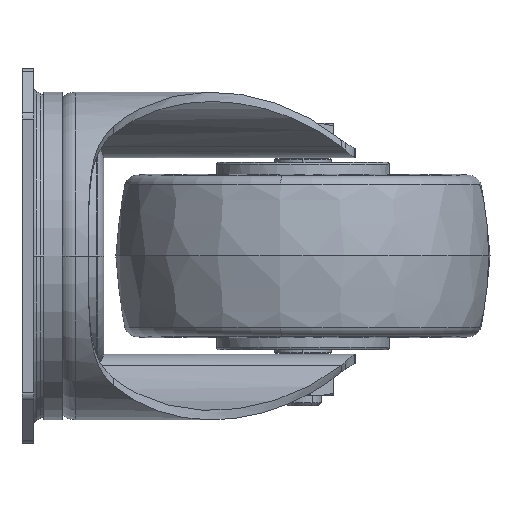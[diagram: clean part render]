
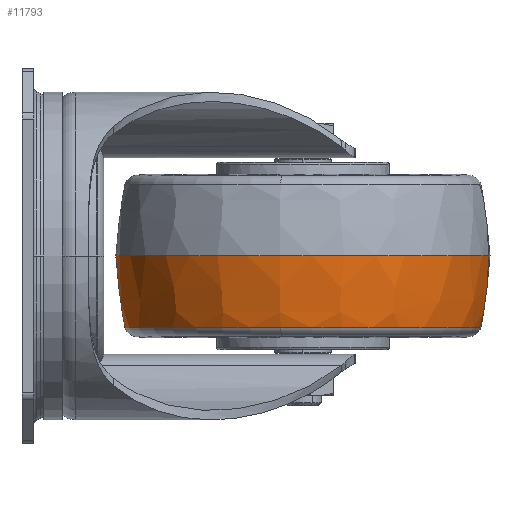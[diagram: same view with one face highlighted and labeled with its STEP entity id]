
A CAD part, left-side view. The second image highlights one B-rep face of the part: STEP entity #11793.
In plain terms, the highlighted free-form (B-spline) face has degree [3, 3] with [4, 4] control points.
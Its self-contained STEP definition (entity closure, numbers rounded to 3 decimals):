
#357 = CARTESIAN_POINT ( 'NONE',  ( 42.75, -22.24, -15.292 ) ) ;
#613 = DIRECTION ( 'NONE',  ( 0., 0., -1. ) ) ;
#626 = DIRECTION ( 'NONE',  ( -0.992, 0.125, 0. ) ) ;
#1398 = VERTEX_POINT ( 'NONE', #357 ) ;
#1563 = EDGE_CURVE ( 'NONE', #21803, #16977, #23996, .T. ) ;
#1873 = CARTESIAN_POINT ( 'NONE',  ( 38., -60., -15.292 ) ) ;
#1941 = CARTESIAN_POINT ( 'NONE',  ( -46.367, -89.703, 0. ) ) ;
#3606 = CARTESIAN_POINT ( 'NONE',  ( 42.878, -21.225, -12.426 ) ) ;
#4444 = ORIENTED_EDGE ( 'NONE', *, *, #14754, .T. ) ;
#5848 = ORIENTED_EDGE ( 'NONE', *, *, #1563, .T. ) ;
#6075 = CARTESIAN_POINT ( 'NONE',  ( 33.026, -99.542, -6.975 ) ) ;
#6484 = DIRECTION ( 'NONE',  ( -0.992, 0.125, 0. ) ) ;
#6688 = CARTESIAN_POINT ( 'NONE',  ( 33.25, -97.76, -15.292 ) ) ;
#7167 = CARTESIAN_POINT ( 'NONE',  ( -34.672, -11.47, -12.426 ) ) ;
#8139 = CARTESIAN_POINT ( 'NONE',  ( 33.008, -99.687, 0. ) ) ;
#8675 = CARTESIAN_POINT ( 'NONE',  ( 42.992, -20.313, 0. ) ) ;
#9549 = CARTESIAN_POINT ( 'NONE',  ( 42.974, -20.458, -6.975 ) ) ;
#9701 = CARTESIAN_POINT ( 'NONE',  ( -44.427, -89.019, -12.426 ) ) ;
#10170 = CARTESIAN_POINT ( 'NONE',  ( 0.24, -55.25, -15.292 ) ) ;
#10421 = CARTESIAN_POINT ( 'NONE',  ( 42.974, -20.458, -6.975 ) ) ;
#11710 = ORIENTED_EDGE ( 'NONE', *, *, #20928, .F. ) ;
#11793 = ADVANCED_FACE ( 'NONE', ( #24702 ), #20995, .T. ) ;
#11820 = CARTESIAN_POINT ( 'NONE',  ( 33.25, -97.76, -15.292 ) ) ;
#12097 = CARTESIAN_POINT ( 'NONE',  ( 33.122, -98.775, -12.426 ) ) ;
#12204 = CARTESIAN_POINT ( 'NONE',  ( 38., -60., -15.292 ) ) ;
#13300 = ORIENTED_EDGE ( 'NONE', *, *, #15753, .F. ) ;
#13739 = AXIS2_PLACEMENT_3D ( 'NONE', #12204, #613, #19491 ) ;
#14008 = CARTESIAN_POINT ( 'NONE',  ( 42.75, -22.24, -15.292 ) ) ;
#14754 = EDGE_CURVE ( 'NONE', #16977, #26584, #16691, .T. ) ;
#14761 = CIRCLE ( 'NONE', #13739, 38.057 ) ;
#15696 = CARTESIAN_POINT ( 'NONE',  ( 38., -60., 0. ) ) ;
#15753 = EDGE_CURVE ( 'NONE', #21803, #22277, #14761, .T. ) ;
#16691 = CIRCLE ( 'NONE', #21757, 40. ) ;
#16701 = CARTESIAN_POINT ( 'NONE',  ( -42.269, -88.26, -15.292 ) ) ;
#16848 = CARTESIAN_POINT ( 'NONE',  ( 42.992, -20.313, 0. ) ) ;
#16977 = VERTEX_POINT ( 'NONE', #17057 ) ;
#17008 = CARTESIAN_POINT ( 'NONE',  ( -32.769, -12.741, -15.292 ) ) ;
#17057 = CARTESIAN_POINT ( 'NONE',  ( 33.008, -99.687, 0. ) ) ;
#17579 = CARTESIAN_POINT ( 'NONE',  ( 42.992, -20.313, 0. ) ) ;
#18128 = CARTESIAN_POINT ( 'NONE',  ( 33.122, -98.775, -12.426 ) ) ;
#18907 = CARTESIAN_POINT ( 'NONE',  ( 33.008, -99.687, 0. ) ) ;
#19491 = DIRECTION ( 'NONE',  ( -0.992, 0.125, 0. ) ) ;
#20183 = CARTESIAN_POINT ( 'NONE',  ( 33.25, -97.76, -15.292 ) ) ;
#20928 = EDGE_CURVE ( 'NONE', #22277, #1398, #28645, .T. ) ;
#20995 =( BOUNDED_SURFACE ( )  B_SPLINE_SURFACE ( 3, 3, ( 
 ( #6688, #16701, #17008, #14008 ),
 ( #12097, #9701, #7167, #23638 ),
 ( #26380, #26709, #23793, #9549 ),
 ( #18907, #1941, #28949, #16848 ) ),
 .UNSPECIFIED., .F., .F., .F. ) 
 B_SPLINE_SURFACE_WITH_KNOTS ( ( 4, 4 ),
 ( 4, 4 ),
 ( 0., 1. ),
 ( 0., 1. ),
 .UNSPECIFIED. ) 
 GEOMETRIC_REPRESENTATION_ITEM ( )  RATIONAL_B_SPLINE_SURFACE ( (
 ( 0.984, 0.328, 0.328, 0.984),
 ( 0.808, 0.269, 0.269, 0.808),
 ( 0.719, 0.24, 0.24, 0.719),
 ( 0.72, 0.24, 0.24, 0.72) ) ) 
 REPRESENTATION_ITEM ( '' )  SURFACE ( )  );
#21757 = AXIS2_PLACEMENT_3D ( 'NONE', #15696, #22353, #626 ) ;
#21803 = VERTEX_POINT ( 'NONE', #11820 ) ;
#22277 = VERTEX_POINT ( 'NONE', #10170 ) ;
#22353 = DIRECTION ( 'NONE',  ( 0., 0., -1. ) ) ;
#23638 = CARTESIAN_POINT ( 'NONE',  ( 42.878, -21.225, -12.426 ) ) ;
#23793 = CARTESIAN_POINT ( 'NONE',  ( -36.11, -10.51, -6.975 ) ) ;
#23996 =( BOUNDED_CURVE ( )  B_SPLINE_CURVE ( 3, ( #20183, #18128, #6075, #8139 ),
 .UNSPECIFIED., .F., .F. ) 
 B_SPLINE_CURVE_WITH_KNOTS ( ( 4, 4 ),
 ( 0., 1. ),
 .UNSPECIFIED. ) 
 CURVE ( )  GEOMETRIC_REPRESENTATION_ITEM ( )  RATIONAL_B_SPLINE_CURVE ( ( 0.984, 0.808, 0.719, 0.72 ) ) 
 REPRESENTATION_ITEM ( '' )  );
#24690 = CARTESIAN_POINT ( 'NONE',  ( 42.75, -22.24, -15.292 ) ) ;
#24702 = FACE_OUTER_BOUND ( 'NONE', #30136, .T. ) ;
#25847 = DIRECTION ( 'NONE',  ( 0., 0., -1. ) ) ;
#26380 = CARTESIAN_POINT ( 'NONE',  ( 33.026, -99.542, -6.975 ) ) ;
#26584 = VERTEX_POINT ( 'NONE', #8675 ) ;
#26709 = CARTESIAN_POINT ( 'NONE',  ( -46.058, -89.594, -6.975 ) ) ;
#28222 = ORIENTED_EDGE ( 'NONE', *, *, #29086, .F. ) ;
#28457 =( BOUNDED_CURVE ( )  B_SPLINE_CURVE ( 3, ( #24690, #3606, #10421, #17579 ),
 .UNSPECIFIED., .F., .T. ) 
 B_SPLINE_CURVE_WITH_KNOTS ( ( 4, 4 ),
 ( 0., 1. ),
 .UNSPECIFIED. ) 
 CURVE ( )  GEOMETRIC_REPRESENTATION_ITEM ( )  RATIONAL_B_SPLINE_CURVE ( ( 0.984, 0.808, 0.719, 0.72 ) ) 
 REPRESENTATION_ITEM ( '' )  );
#28645 = CIRCLE ( 'NONE', #30687, 38.057 ) ;
#28949 = CARTESIAN_POINT ( 'NONE',  ( -36.382, -10.328, 0. ) ) ;
#29086 = EDGE_CURVE ( 'NONE', #1398, #26584, #28457, .T. ) ;
#30136 = EDGE_LOOP ( 'NONE', ( #13300, #5848, #4444, #28222, #11710 ) ) ;
#30687 = AXIS2_PLACEMENT_3D ( 'NONE', #1873, #25847, #6484 ) ;
